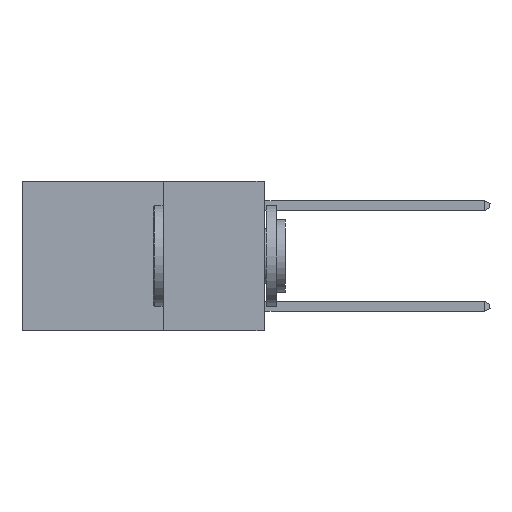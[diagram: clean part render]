
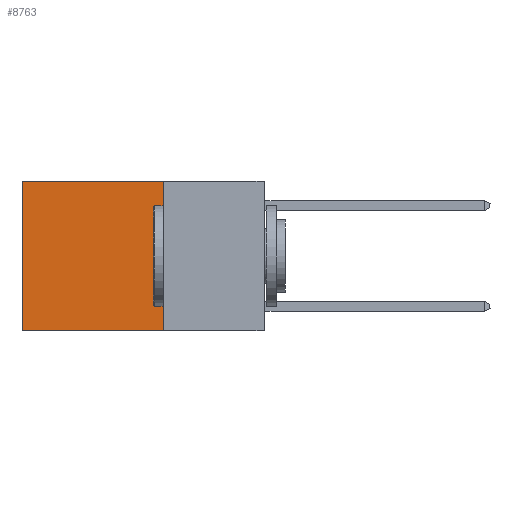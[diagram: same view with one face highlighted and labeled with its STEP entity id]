
A CAD part, left-side view. The second image highlights one B-rep face of the part: STEP entity #8763.
In plain terms, the highlighted planar face has unit normal (-1, 0, 0).
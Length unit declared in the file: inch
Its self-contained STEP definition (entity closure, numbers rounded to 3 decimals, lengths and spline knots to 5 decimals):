
#209 = VECTOR ( 'NONE', #1075, 39.37008 ) ;
#632 = VECTOR ( 'NONE', #7340, 39.37008 ) ;
#1075 = DIRECTION ( 'NONE',  ( 0., 1., 0. ) ) ;
#1685 = DIRECTION ( 'NONE',  ( 0., 0., -1. ) ) ;
#1905 = LINE ( 'NONE', #2358, #18900 ) ;
#1972 = EDGE_CURVE ( 'NONE', #5884, #20586, #1905, .T. ) ;
#2358 = CARTESIAN_POINT ( 'NONE',  ( 0.2625, 0.25, 0. ) ) ;
#3745 = CARTESIAN_POINT ( 'NONE',  ( 0.2625, 0.25, 0. ) ) ;
#4319 = EDGE_CURVE ( 'NONE', #5129, #15485, #8344, .T. ) ;
#5129 = VERTEX_POINT ( 'NONE', #20555 ) ;
#5884 = VERTEX_POINT ( 'NONE', #3745 ) ;
#6115 = AXIS2_PLACEMENT_3D ( 'NONE', #20037, #11233, #18285 ) ;
#7340 = DIRECTION ( 'NONE',  ( 0., 0., -1. ) ) ;
#7905 = EDGE_LOOP ( 'NONE', ( #16206, #8030, #12389, #17263 ) ) ;
#8030 = ORIENTED_EDGE ( 'NONE', *, *, #4319, .F. ) ;
#8344 = LINE ( 'NONE', #15260, #209 ) ;
#8453 = EDGE_CURVE ( 'NONE', #5884, #5129, #16813, .T. ) ;
#8763 = ADVANCED_FACE ( 'NONE', ( #19685 ), #12859, .F. ) ;
#11233 = DIRECTION ( 'NONE',  ( 1., 0., 0. ) ) ;
#12389 = ORIENTED_EDGE ( 'NONE', *, *, #8453, .F. ) ;
#12859 = PLANE ( 'NONE',  #6115 ) ;
#14608 = CARTESIAN_POINT ( 'NONE',  ( 0.2625, 0.6, 0. ) ) ;
#14619 = EDGE_CURVE ( 'NONE', #20586, #15485, #17734, .T. ) ;
#15260 = CARTESIAN_POINT ( 'NONE',  ( 0.2625, 0.25, -0.37 ) ) ;
#15485 = VERTEX_POINT ( 'NONE', #15490 ) ;
#15490 = CARTESIAN_POINT ( 'NONE',  ( 0.2625, 0.6, -0.37 ) ) ;
#16206 = ORIENTED_EDGE ( 'NONE', *, *, #14619, .T. ) ;
#16813 = LINE ( 'NONE', #22600, #20508 ) ;
#17263 = ORIENTED_EDGE ( 'NONE', *, *, #1972, .T. ) ;
#17734 = LINE ( 'NONE', #14608, #632 ) ;
#17857 = CARTESIAN_POINT ( 'NONE',  ( 0.2625, 0.6, 0. ) ) ;
#18285 = DIRECTION ( 'NONE',  ( 0., 0., -1. ) ) ;
#18900 = VECTOR ( 'NONE', #21547, 39.37008 ) ;
#19685 = FACE_OUTER_BOUND ( 'NONE', #7905, .T. ) ;
#20037 = CARTESIAN_POINT ( 'NONE',  ( 0.2625, 0.25, 0. ) ) ;
#20508 = VECTOR ( 'NONE', #1685, 39.37008 ) ;
#20555 = CARTESIAN_POINT ( 'NONE',  ( 0.2625, 0.25, -0.37 ) ) ;
#20586 = VERTEX_POINT ( 'NONE', #17857 ) ;
#21547 = DIRECTION ( 'NONE',  ( 0., 1., 0. ) ) ;
#22600 = CARTESIAN_POINT ( 'NONE',  ( 0.2625, 0.25, 0. ) ) ;
